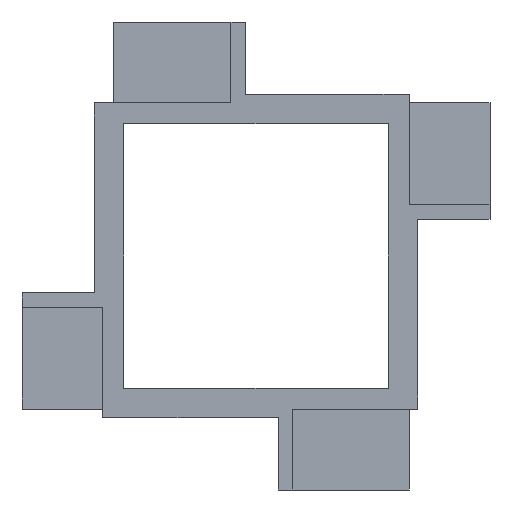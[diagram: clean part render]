
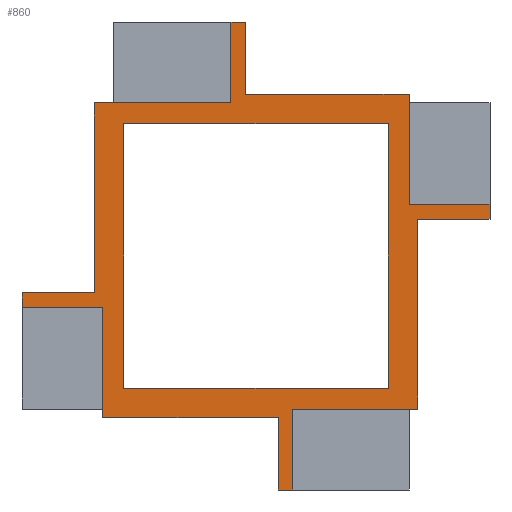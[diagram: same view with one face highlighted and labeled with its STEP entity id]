
A CAD part, front view. The second image highlights one B-rep face of the part: STEP entity #860.
In plain terms, the highlighted planar face has unit normal (0, -1, 0).
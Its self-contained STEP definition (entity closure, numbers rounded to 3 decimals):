
#17=FACE_BOUND('',#106,.T.);
#60=FACE_OUTER_BOUND('',#105,.T.);
#105=EDGE_LOOP('',(#751,#752,#753,#754,#755,#756,#757,#758,#759,#760,#761,
#762,#763,#764,#765,#766,#767,#768,#769,#770));
#106=EDGE_LOOP('',(#771,#772,#773,#774));
#137=LINE('',#1189,#255);
#142=LINE('',#1199,#260);
#165=LINE('',#1242,#283);
#167=LINE('',#1246,#285);
#170=LINE('',#1252,#288);
#171=LINE('',#1254,#289);
#174=LINE('',#1260,#292);
#175=LINE('',#1262,#293);
#178=LINE('',#1268,#296);
#180=LINE('',#1272,#298);
#183=LINE('',#1279,#301);
#187=LINE('',#1287,#305);
#198=LINE('',#1311,#316);
#201=LINE('',#1316,#319);
#205=LINE('',#1324,#323);
#206=LINE('',#1326,#324);
#210=LINE('',#1334,#328);
#211=LINE('',#1336,#329);
#215=LINE('',#1344,#333);
#216=LINE('',#1346,#334);
#220=LINE('',#1354,#338);
#221=LINE('',#1356,#339);
#223=LINE('',#1360,#341);
#224=LINE('',#1362,#342);
#255=VECTOR('',#970,10.);
#260=VECTOR('',#977,10.);
#283=VECTOR('',#1004,10.);
#285=VECTOR('',#1008,10.);
#288=VECTOR('',#1013,10.);
#289=VECTOR('',#1016,10.);
#292=VECTOR('',#1021,10.);
#293=VECTOR('',#1024,10.);
#296=VECTOR('',#1029,10.);
#298=VECTOR('',#1033,10.);
#301=VECTOR('',#1038,10.);
#305=VECTOR('',#1044,10.);
#316=VECTOR('',#1065,10.);
#319=VECTOR('',#1070,10.);
#323=VECTOR('',#1078,10.);
#324=VECTOR('',#1081,10.);
#328=VECTOR('',#1089,10.);
#329=VECTOR('',#1092,10.);
#333=VECTOR('',#1100,10.);
#334=VECTOR('',#1103,10.);
#338=VECTOR('',#1111,10.);
#339=VECTOR('',#1114,10.);
#341=VECTOR('',#1118,10.);
#342=VECTOR('',#1121,10.);
#365=VERTEX_POINT('',#1186);
#366=VERTEX_POINT('',#1188);
#369=VERTEX_POINT('',#1196);
#370=VERTEX_POINT('',#1198);
#387=VERTEX_POINT('',#1238);
#388=VERTEX_POINT('',#1240);
#389=VERTEX_POINT('',#1244);
#390=VERTEX_POINT('',#1248);
#391=VERTEX_POINT('',#1250);
#392=VERTEX_POINT('',#1256);
#393=VERTEX_POINT('',#1258);
#394=VERTEX_POINT('',#1264);
#395=VERTEX_POINT('',#1266);
#396=VERTEX_POINT('',#1270);
#399=VERTEX_POINT('',#1277);
#402=VERTEX_POINT('',#1285);
#409=VERTEX_POINT('',#1308);
#410=VERTEX_POINT('',#1310);
#411=VERTEX_POINT('',#1314);
#413=VERTEX_POINT('',#1322);
#415=VERTEX_POINT('',#1332);
#417=VERTEX_POINT('',#1342);
#419=VERTEX_POINT('',#1352);
#420=VERTEX_POINT('',#1358);
#451=EDGE_CURVE('',#366,#365,#137,.T.);
#456=EDGE_CURVE('',#370,#369,#142,.T.);
#479=EDGE_CURVE('',#388,#387,#165,.T.);
#481=EDGE_CURVE('',#389,#388,#167,.T.);
#484=EDGE_CURVE('',#391,#390,#170,.T.);
#485=EDGE_CURVE('',#391,#366,#171,.T.);
#488=EDGE_CURVE('',#393,#392,#174,.T.);
#489=EDGE_CURVE('',#393,#370,#175,.T.);
#492=EDGE_CURVE('',#395,#394,#178,.T.);
#494=EDGE_CURVE('',#396,#395,#180,.T.);
#497=EDGE_CURVE('',#396,#399,#183,.T.);
#501=EDGE_CURVE('',#389,#402,#187,.T.);
#512=EDGE_CURVE('',#409,#410,#198,.T.);
#515=EDGE_CURVE('',#411,#409,#201,.T.);
#519=EDGE_CURVE('',#413,#365,#205,.T.);
#520=EDGE_CURVE('',#413,#394,#206,.T.);
#524=EDGE_CURVE('',#415,#399,#210,.T.);
#525=EDGE_CURVE('',#415,#392,#211,.T.);
#529=EDGE_CURVE('',#417,#402,#215,.T.);
#530=EDGE_CURVE('',#417,#390,#216,.T.);
#534=EDGE_CURVE('',#419,#411,#220,.T.);
#535=EDGE_CURVE('',#410,#419,#221,.T.);
#537=EDGE_CURVE('',#369,#420,#223,.T.);
#538=EDGE_CURVE('',#420,#387,#224,.T.);
#751=ORIENTED_EDGE('',*,*,#520,.T.);
#752=ORIENTED_EDGE('',*,*,#492,.F.);
#753=ORIENTED_EDGE('',*,*,#494,.F.);
#754=ORIENTED_EDGE('',*,*,#497,.T.);
#755=ORIENTED_EDGE('',*,*,#524,.F.);
#756=ORIENTED_EDGE('',*,*,#525,.T.);
#757=ORIENTED_EDGE('',*,*,#488,.F.);
#758=ORIENTED_EDGE('',*,*,#489,.T.);
#759=ORIENTED_EDGE('',*,*,#456,.T.);
#760=ORIENTED_EDGE('',*,*,#537,.T.);
#761=ORIENTED_EDGE('',*,*,#538,.T.);
#762=ORIENTED_EDGE('',*,*,#479,.F.);
#763=ORIENTED_EDGE('',*,*,#481,.F.);
#764=ORIENTED_EDGE('',*,*,#501,.T.);
#765=ORIENTED_EDGE('',*,*,#529,.F.);
#766=ORIENTED_EDGE('',*,*,#530,.T.);
#767=ORIENTED_EDGE('',*,*,#484,.F.);
#768=ORIENTED_EDGE('',*,*,#485,.T.);
#769=ORIENTED_EDGE('',*,*,#451,.T.);
#770=ORIENTED_EDGE('',*,*,#519,.F.);
#771=ORIENTED_EDGE('',*,*,#535,.F.);
#772=ORIENTED_EDGE('',*,*,#512,.F.);
#773=ORIENTED_EDGE('',*,*,#515,.F.);
#774=ORIENTED_EDGE('',*,*,#534,.F.);
#817=PLANE('',#917);
#860=ADVANCED_FACE('',(#60,#17),#817,.F.);
#917=AXIS2_PLACEMENT_3D('',#1363,#1122,#1123);
#970=DIRECTION('',(-1.,0.,0.));
#977=DIRECTION('',(1.,0.,0.));
#1004=DIRECTION('',(0.,0.,-1.));
#1008=DIRECTION('',(-1.,0.,0.));
#1013=DIRECTION('',(1.,0.,0.));
#1016=DIRECTION('',(0.,0.,1.));
#1021=DIRECTION('',(-1.,0.,0.));
#1024=DIRECTION('',(0.,0.,-1.));
#1029=DIRECTION('',(0.,0.,1.));
#1033=DIRECTION('',(1.,0.,0.));
#1038=DIRECTION('',(0.,0.,-1.));
#1044=DIRECTION('',(0.,0.,1.));
#1065=DIRECTION('',(0.,0.,-1.));
#1070=DIRECTION('',(-1.,0.,0.));
#1078=DIRECTION('',(0.,0.,1.));
#1081=DIRECTION('',(-1.,0.,0.));
#1089=DIRECTION('',(-1.,0.,0.));
#1092=DIRECTION('',(0.,0.,-1.));
#1100=DIRECTION('',(1.,0.,0.));
#1103=DIRECTION('',(0.,0.,1.));
#1111=DIRECTION('',(0.,0.,1.));
#1114=DIRECTION('',(1.,0.,0.));
#1118=DIRECTION('',(0.,0.,1.));
#1121=DIRECTION('',(1.,0.,0.));
#1122=DIRECTION('center_axis',(0.,1.,0.));
#1123=DIRECTION('ref_axis',(1.,0.,0.));
#1186=CARTESIAN_POINT('',(-1.7,0.,15.9));
#1188=CARTESIAN_POINT('',(-0.7,0.,15.9));
#1189=CARTESIAN_POINT('',(-4.85,0.,15.9));
#1196=CARTESIAN_POINT('',(2.5,0.,-15.9));
#1198=CARTESIAN_POINT('',(1.5,0.,-15.9));
#1199=CARTESIAN_POINT('',(5.2,0.,-15.9));
#1238=CARTESIAN_POINT('',(11.,0.,-10.4));
#1240=CARTESIAN_POINT('',(11.,0.,2.5));
#1242=CARTESIAN_POINT('',(11.,0.,-5.5));
#1244=CARTESIAN_POINT('',(15.9,0.,2.5));
#1246=CARTESIAN_POINT('',(17.4,0.,2.5));
#1248=CARTESIAN_POINT('',(10.4,0.,11.));
#1250=CARTESIAN_POINT('',(-0.7,0.,11.));
#1252=CARTESIAN_POINT('',(5.5,0.,11.));
#1254=CARTESIAN_POINT('',(-0.7,0.,10.4));
#1256=CARTESIAN_POINT('',(-10.4,0.,-11.));
#1258=CARTESIAN_POINT('',(1.5,0.,-11.));
#1260=CARTESIAN_POINT('',(-5.5,0.,-11.));
#1262=CARTESIAN_POINT('',(1.5,0.,-10.4));
#1264=CARTESIAN_POINT('',(-11.,0.,10.4));
#1266=CARTESIAN_POINT('',(-11.,0.,-2.5));
#1268=CARTESIAN_POINT('',(-11.,0.,5.5));
#1270=CARTESIAN_POINT('',(-15.9,0.,-2.5));
#1272=CARTESIAN_POINT('',(-17.4,0.,-2.5));
#1277=CARTESIAN_POINT('',(-15.9,0.,-3.5));
#1279=CARTESIAN_POINT('',(-15.9,0.,-5.2));
#1285=CARTESIAN_POINT('',(15.9,0.,3.5));
#1287=CARTESIAN_POINT('',(15.9,0.,5.2));
#1308=CARTESIAN_POINT('',(-9.,0.,9.));
#1310=CARTESIAN_POINT('',(-9.,0.,-9.));
#1311=CARTESIAN_POINT('',(-9.,0.,9.));
#1314=CARTESIAN_POINT('',(9.,0.,9.));
#1316=CARTESIAN_POINT('',(9.,0.,9.));
#1322=CARTESIAN_POINT('',(-1.7,0.,10.4));
#1324=CARTESIAN_POINT('',(-1.7,0.,10.4));
#1326=CARTESIAN_POINT('',(-4.85,0.,10.4));
#1332=CARTESIAN_POINT('',(-10.4,0.,-3.5));
#1334=CARTESIAN_POINT('',(-10.4,0.,-3.5));
#1336=CARTESIAN_POINT('',(-10.4,0.,-5.2));
#1342=CARTESIAN_POINT('',(10.4,0.,3.5));
#1344=CARTESIAN_POINT('',(10.4,0.,3.5));
#1346=CARTESIAN_POINT('',(10.4,0.,5.2));
#1352=CARTESIAN_POINT('',(9.,0.,-9.));
#1354=CARTESIAN_POINT('',(9.,0.,-9.));
#1356=CARTESIAN_POINT('',(-9.,0.,-9.));
#1358=CARTESIAN_POINT('',(2.5,0.,-10.4));
#1360=CARTESIAN_POINT('',(2.5,0.,-17.4));
#1362=CARTESIAN_POINT('',(5.2,0.,-10.4));
#1363=CARTESIAN_POINT('Origin',(0.,0.,0.));
